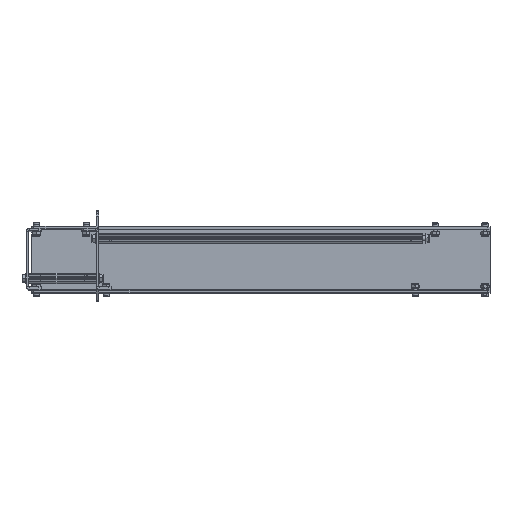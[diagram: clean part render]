
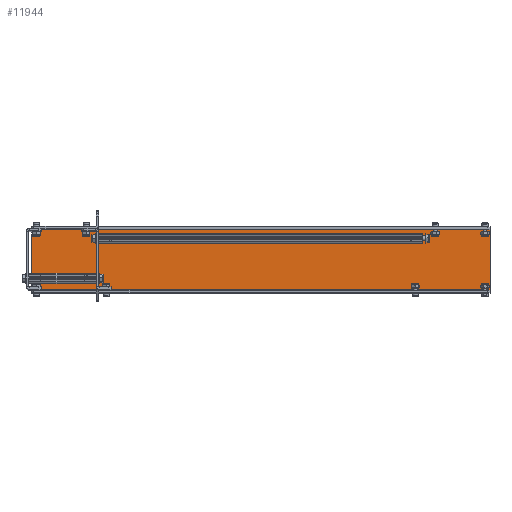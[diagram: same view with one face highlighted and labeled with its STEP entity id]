
A CAD part, top view. The second image highlights one B-rep face of the part: STEP entity #11944.
In plain terms, the highlighted face is planar.
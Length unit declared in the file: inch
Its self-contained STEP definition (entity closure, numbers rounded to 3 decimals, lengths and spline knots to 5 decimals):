
#394=LINE('',#18541,#816);
#395=LINE('',#18543,#817);
#396=LINE('',#18547,#818);
#397=LINE('',#18551,#819);
#398=LINE('',#18553,#820);
#399=LINE('',#18554,#821);
#816=VECTOR('',#15172,23.);
#817=VECTOR('',#15173,0.15);
#818=VECTOR('',#15176,2.52);
#819=VECTOR('',#15179,0.15);
#820=VECTOR('',#15180,23.);
#821=VECTOR('',#15181,3.02);
#1193=PLANE('',#12925);
#3080=FACE_OUTER_BOUND('',#3852,.T.);
#3852=EDGE_LOOP('',(#9122,#9123,#9124,#9125,#9126,#9127,#9128,#9129));
#5554=CIRCLE('',#12926,0.05);
#5555=CIRCLE('',#12927,0.05);
#6476=VERTEX_POINT('',#18539);
#6477=VERTEX_POINT('',#18540);
#6478=VERTEX_POINT('',#18542);
#6479=VERTEX_POINT('',#18544);
#6480=VERTEX_POINT('',#18546);
#6481=VERTEX_POINT('',#18548);
#6482=VERTEX_POINT('',#18550);
#6483=VERTEX_POINT('',#18552);
#7634=EDGE_CURVE('',#6476,#6477,#394,.T.);
#7635=EDGE_CURVE('',#6476,#6478,#395,.T.);
#7636=EDGE_CURVE('',#6479,#6478,#5554,.T.);
#7637=EDGE_CURVE('',#6479,#6480,#396,.T.);
#7638=EDGE_CURVE('',#6481,#6480,#5555,.T.);
#7639=EDGE_CURVE('',#6481,#6482,#397,.T.);
#7640=EDGE_CURVE('',#6483,#6482,#398,.T.);
#7641=EDGE_CURVE('',#6483,#6477,#399,.T.);
#9122=ORIENTED_EDGE('',*,*,#7634,.F.);
#9123=ORIENTED_EDGE('',*,*,#7635,.T.);
#9124=ORIENTED_EDGE('',*,*,#7636,.F.);
#9125=ORIENTED_EDGE('',*,*,#7637,.T.);
#9126=ORIENTED_EDGE('',*,*,#7638,.F.);
#9127=ORIENTED_EDGE('',*,*,#7639,.T.);
#9128=ORIENTED_EDGE('',*,*,#7640,.F.);
#9129=ORIENTED_EDGE('',*,*,#7641,.T.);
#11944=ADVANCED_FACE('',(#3080),#1193,.F.);
#12925=AXIS2_PLACEMENT_3D('',#18538,#15170,#15171);
#12926=AXIS2_PLACEMENT_3D('',#18545,#15174,#15175);
#12927=AXIS2_PLACEMENT_3D('',#18549,#15177,#15178);
#15170=DIRECTION('center_axis',(0.,-1.,0.));
#15171=DIRECTION('ref_axis',(0.,0.,-1.));
#15172=DIRECTION('',(1.,0.,0.));
#15173=DIRECTION('',(0.,0.,1.));
#15174=DIRECTION('center_axis',(0.,1.,0.));
#15175=DIRECTION('ref_axis',(0.,0.,1.));
#15176=DIRECTION('',(0.,0.,1.));
#15177=DIRECTION('center_axis',(0.,1.,0.));
#15178=DIRECTION('ref_axis',(0.,0.,1.));
#15179=DIRECTION('',(0.,0.,1.));
#15180=DIRECTION('',(-1.,0.,0.));
#15181=DIRECTION('',(0.,0.,-1.));
#18538=CARTESIAN_POINT('Origin',(-11.78354,1.02624,2.52573));
#18539=CARTESIAN_POINT('',(-3.78354,1.02624,2.55573));
#18540=CARTESIAN_POINT('',(19.21646,1.02624,2.55573));
#18541=CARTESIAN_POINT('',(-11.78354,1.02624,2.55573));
#18542=CARTESIAN_POINT('',(-3.78354,1.02624,2.70573));
#18543=CARTESIAN_POINT('',(-3.78354,1.02624,2.52573));
#18544=CARTESIAN_POINT('',(-3.78354,1.02624,2.80573));
#18545=CARTESIAN_POINT('Origin',(-3.78354,1.02624,2.75573));
#18546=CARTESIAN_POINT('',(-3.78354,1.02624,5.32573));
#18547=CARTESIAN_POINT('',(-3.78354,1.02624,2.52573));
#18548=CARTESIAN_POINT('',(-3.78354,1.02624,5.42573));
#18549=CARTESIAN_POINT('Origin',(-3.78354,1.02624,5.37573));
#18550=CARTESIAN_POINT('',(-3.78354,1.02624,5.57573));
#18551=CARTESIAN_POINT('',(-3.78354,1.02624,2.52573));
#18552=CARTESIAN_POINT('',(19.21646,1.02624,5.57573));
#18553=CARTESIAN_POINT('',(19.21646,1.02624,5.57573));
#18554=CARTESIAN_POINT('',(19.21646,1.02624,5.60573));
